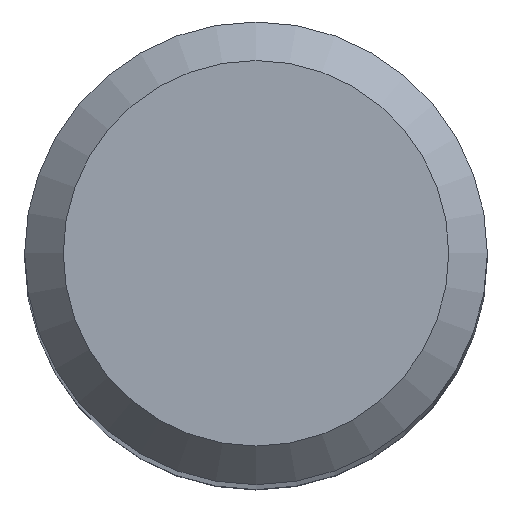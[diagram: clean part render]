
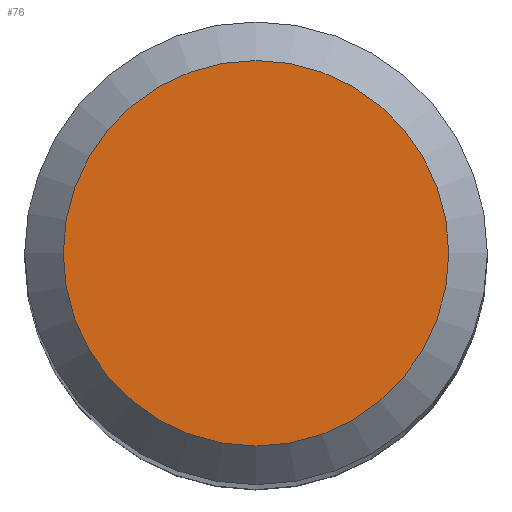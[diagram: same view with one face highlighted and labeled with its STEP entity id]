
A CAD part, top view. The second image highlights one B-rep face of the part: STEP entity #76.
In plain terms, the highlighted planar face has unit normal (0, 0, 1).
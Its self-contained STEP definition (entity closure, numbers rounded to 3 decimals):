
#57=PLANE('',#203);
#65=FACE_OUTER_BOUND('',#109,.T.);
#76=ADVANCED_FACE('',(#65),#57,.F.);
#109=EDGE_LOOP('',(#129));
#129=ORIENTED_EDGE('',*,*,#154,.T.);
#144=VERTEX_POINT('',#286);
#154=EDGE_CURVE('',#144,#144,#164,.T.);
#164=CIRCLE('',#202,2.5);
#202=AXIS2_PLACEMENT_3D('',#285,#242,#243);
#203=AXIS2_PLACEMENT_3D('',#287,#244,#245);
#242=DIRECTION('',(0.,0.,1.));
#243=DIRECTION('',(1.,0.,0.));
#244=DIRECTION('',(0.,0.,-1.));
#245=DIRECTION('',(-1.,0.,0.));
#285=CARTESIAN_POINT('',(0.,0.,34.));
#286=CARTESIAN_POINT('',(2.5,0.,34.));
#287=CARTESIAN_POINT('',(0.,2.5,34.));
